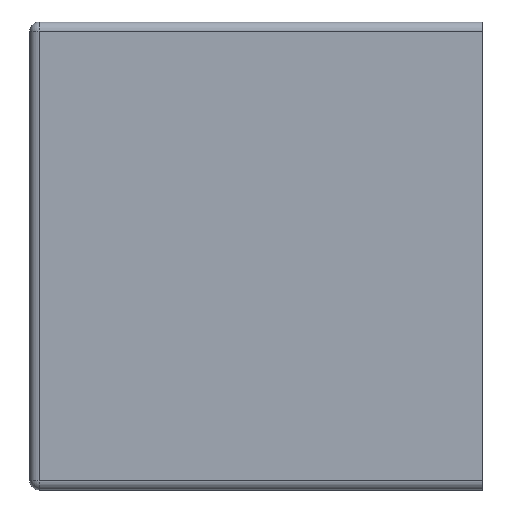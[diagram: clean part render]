
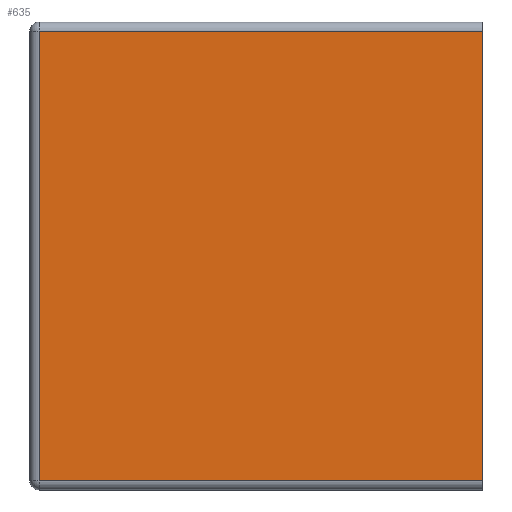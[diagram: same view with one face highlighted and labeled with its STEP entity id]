
A CAD part, left-side view. The second image highlights one B-rep face of the part: STEP entity #635.
In plain terms, the highlighted planar face has unit normal (-1, 0, 0).
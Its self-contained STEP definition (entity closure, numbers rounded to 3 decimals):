
#13 = ORIENTED_EDGE ( 'NONE', *, *, #391, .T. ) ;
#30 = EDGE_CURVE ( 'NONE', #979, #398, #718, .T. ) ;
#34 = CARTESIAN_POINT ( 'NONE',  ( -65., 140., -72. ) ) ;
#67 = EDGE_LOOP ( 'NONE', ( #373, #13, #564, #707 ) ) ;
#106 = CARTESIAN_POINT ( 'NONE',  ( -65., 142., 72. ) ) ;
#135 = CARTESIAN_POINT ( 'NONE',  ( -65., 0., 72. ) ) ;
#231 = LINE ( 'NONE', #248, #1046 ) ;
#248 = CARTESIAN_POINT ( 'NONE',  ( -65., 142., -75. ) ) ;
#253 = DIRECTION ( 'NONE',  ( 0., 0., 1. ) ) ;
#268 = DIRECTION ( 'NONE',  ( 0., 0., -1. ) ) ;
#278 = PLANE ( 'NONE',  #998 ) ;
#311 = VECTOR ( 'NONE', #313, 1000. ) ;
#313 = DIRECTION ( 'NONE',  ( 0., -1., 0. ) ) ;
#373 = ORIENTED_EDGE ( 'NONE', *, *, #532, .T. ) ;
#391 = EDGE_CURVE ( 'NONE', #705, #1263, #933, .T. ) ;
#398 = VERTEX_POINT ( 'NONE', #106 ) ;
#400 = VECTOR ( 'NONE', #253, 1000. ) ;
#446 = VECTOR ( 'NONE', #1206, 1000. ) ;
#455 = DIRECTION ( 'NONE',  ( 0., 0., -1. ) ) ;
#464 = DIRECTION ( 'NONE',  ( 1., 0., 0. ) ) ;
#478 = FACE_OUTER_BOUND ( 'NONE', #67, .T. ) ;
#532 = EDGE_CURVE ( 'NONE', #398, #705, #231, .T. ) ;
#564 = ORIENTED_EDGE ( 'NONE', *, *, #1147, .T. ) ;
#635 = ADVANCED_FACE ( 'NONE', ( #478 ), #278, .F. ) ;
#667 = CARTESIAN_POINT ( 'NONE',  ( -65., 0., -72. ) ) ;
#705 = VERTEX_POINT ( 'NONE', #784 ) ;
#707 = ORIENTED_EDGE ( 'NONE', *, *, #30, .T. ) ;
#718 = LINE ( 'NONE', #1019, #446 ) ;
#778 = CARTESIAN_POINT ( 'NONE',  ( -65., 140., -75. ) ) ;
#784 = CARTESIAN_POINT ( 'NONE',  ( -65., 142., -72. ) ) ;
#933 = LINE ( 'NONE', #34, #311 ) ;
#979 = VERTEX_POINT ( 'NONE', #135 ) ;
#998 = AXIS2_PLACEMENT_3D ( 'NONE', #778, #464, #268 ) ;
#1019 = CARTESIAN_POINT ( 'NONE',  ( -65., 140., 72. ) ) ;
#1046 = VECTOR ( 'NONE', #455, 1000. ) ;
#1142 = CARTESIAN_POINT ( 'NONE',  ( -65., 0., -75. ) ) ;
#1147 = EDGE_CURVE ( 'NONE', #1263, #979, #1240, .T. ) ;
#1206 = DIRECTION ( 'NONE',  ( 0., 1., 0. ) ) ;
#1240 = LINE ( 'NONE', #1142, #400 ) ;
#1263 = VERTEX_POINT ( 'NONE', #667 ) ;
